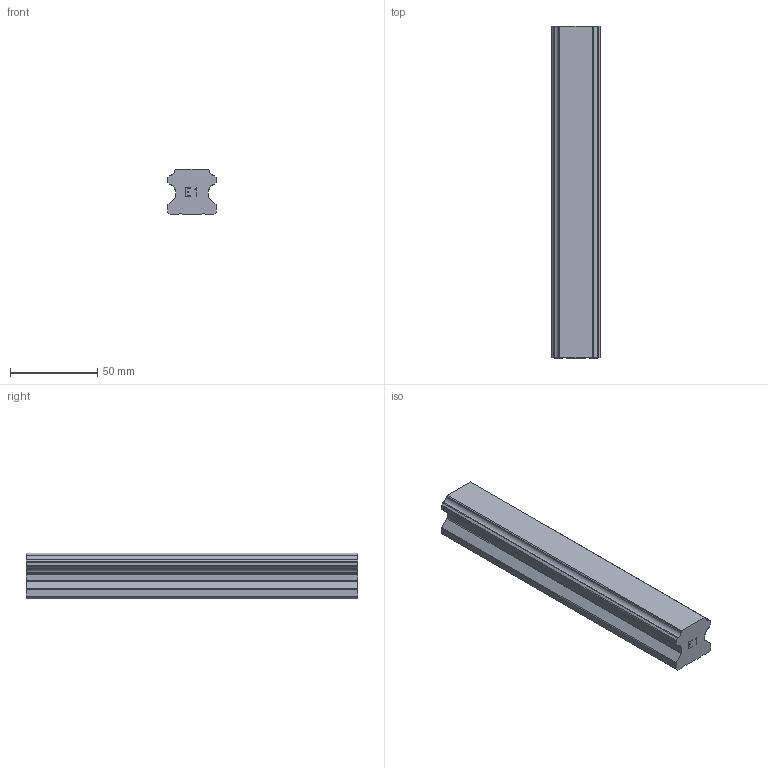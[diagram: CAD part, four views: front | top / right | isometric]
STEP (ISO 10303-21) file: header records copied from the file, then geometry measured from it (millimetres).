
FILE_DESCRIPTION(('STEP AP214'),'1');
FILE_NAME('cctmp_5643166B-5A03-4190-A1F0-67ED80D93E76_2021_01_26_12_48_15_0833..stp','2021-01-26T11:48:15',('HIWIN GmbH'),('CADClick - www.CADClick.com'),'Spatial InterOp 3D',' ','unknown authorization');
FILE_SCHEMA(('AUTOMOTIVE_DESIGN'));
Length unit declared in the file: millimetre
Products named in the file (1): HGR30T190C_FILE
Bounding box: 28 x 190 x 26 mm (x, y, z)
Volume: 114905 mm3; surface area: 23221 mm2
Topology: 1 solids, 1 shells, 127 faces, 357 edges, 233 vertices
Faces by surface type: plane 93, cylinder 28, cone 6
Entity records: 5057 total; most frequent: CARTESIAN_POINT 712, ORIENTED_EDGE 702, DIRECTION 663, EDGE_CURVE 351, LINE 295, VECTOR 295, VERTEX_POINT 233, AXIS2_PLACEMENT_3D 184
